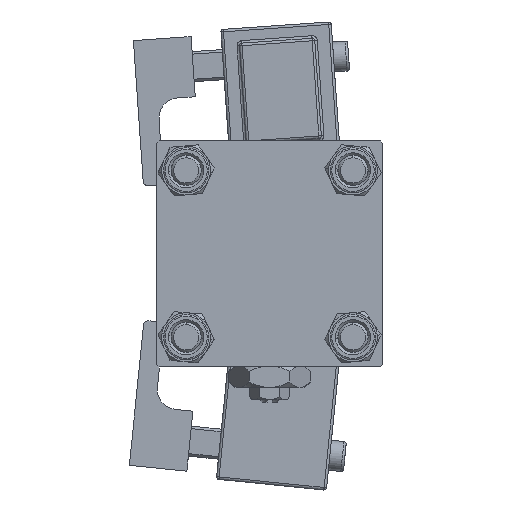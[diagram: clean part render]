
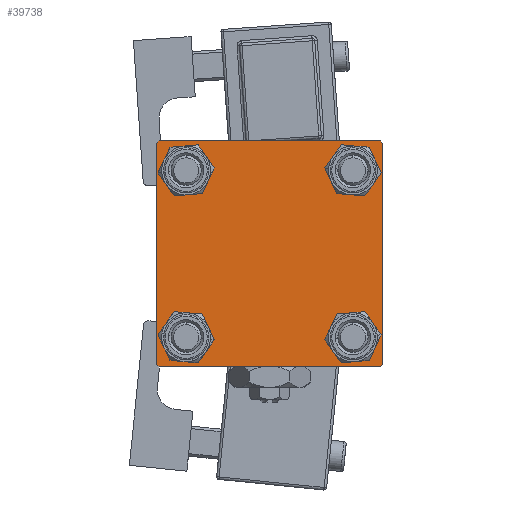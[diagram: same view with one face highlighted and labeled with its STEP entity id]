
A CAD part, left-side view. The second image highlights one B-rep face of the part: STEP entity #39738.
In plain terms, the highlighted planar face has unit normal (-1, 0, 0).
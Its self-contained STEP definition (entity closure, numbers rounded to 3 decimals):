
#128 = DIRECTION ( 'NONE',  ( 1., 0., 0. ) ) ;
#230 = AXIS2_PLACEMENT_3D ( 'NONE', #10547, #45758, #54664 ) ;
#296 = EDGE_LOOP ( 'NONE', ( #13753, #21447 ) ) ;
#345 = DIRECTION ( 'NONE',  ( 0., -1., 0. ) ) ;
#403 = VECTOR ( 'NONE', #42028, 1000. ) ;
#629 = LINE ( 'NONE', #40335, #35450 ) ;
#661 = AXIS2_PLACEMENT_3D ( 'NONE', #30702, #1780, #16099 ) ;
#814 = CARTESIAN_POINT ( 'NONE',  ( 0., 16.6, -13.1 ) ) ;
#1045 = DIRECTION ( 'NONE',  ( 0., 0., 1. ) ) ;
#1220 = CIRCLE ( 'NONE', #230, 3.5 ) ;
#1486 = CARTESIAN_POINT ( 'NONE',  ( 0., -16.6, 20.1 ) ) ;
#1662 = EDGE_LOOP ( 'NONE', ( #14752, #11234 ) ) ;
#1698 = PLANE ( 'NONE',  #31506 ) ;
#1780 = DIRECTION ( 'NONE',  ( 1., 0., 0. ) ) ;
#3682 = AXIS2_PLACEMENT_3D ( 'NONE', #34115, #54091, #1045 ) ;
#3885 = CARTESIAN_POINT ( 'NONE',  ( 0., -22., 22.5 ) ) ;
#4882 = ORIENTED_EDGE ( 'NONE', *, *, #18912, .T. ) ;
#5017 = VERTEX_POINT ( 'NONE', #43790 ) ;
#5178 = CIRCLE ( 'NONE', #50828, 3.5 ) ;
#5447 = DIRECTION ( 'NONE',  ( 0., -1., 0. ) ) ;
#5549 = EDGE_CURVE ( 'NONE', #45059, #52735, #46201, .T. ) ;
#5618 = LINE ( 'NONE', #49115, #25526 ) ;
#6161 = FACE_OUTER_BOUND ( 'NONE', #44061, .T. ) ;
#6594 = LINE ( 'NONE', #16753, #37688 ) ;
#6641 = CIRCLE ( 'NONE', #42188, 3.5 ) ;
#6772 = ORIENTED_EDGE ( 'NONE', *, *, #50075, .F. ) ;
#7170 = CARTESIAN_POINT ( 'NONE',  ( 0., 16.6, 13.1 ) ) ;
#8586 = AXIS2_PLACEMENT_3D ( 'NONE', #52770, #61659, #47694 ) ;
#8826 = DIRECTION ( 'NONE',  ( 1., 0., 0. ) ) ;
#9978 = CIRCLE ( 'NONE', #58590, 3.5 ) ;
#10547 = CARTESIAN_POINT ( 'NONE',  ( 0., 16.6, 16.6 ) ) ;
#10848 = CARTESIAN_POINT ( 'NONE',  ( 0., 22.5, -22.5 ) ) ;
#11230 = VERTEX_POINT ( 'NONE', #46097 ) ;
#11234 = ORIENTED_EDGE ( 'NONE', *, *, #58298, .T. ) ;
#11601 = CIRCLE ( 'NONE', #8586, 3.5 ) ;
#11810 = VERTEX_POINT ( 'NONE', #814 ) ;
#12012 = LINE ( 'NONE', #39998, #55030 ) ;
#12365 = VERTEX_POINT ( 'NONE', #22932 ) ;
#13086 = CARTESIAN_POINT ( 'NONE',  ( 0., -16.6, -20.1 ) ) ;
#13564 = VERTEX_POINT ( 'NONE', #59701 ) ;
#13753 = ORIENTED_EDGE ( 'NONE', *, *, #53551, .T. ) ;
#14005 = VECTOR ( 'NONE', #5447, 1000. ) ;
#14294 = DIRECTION ( 'NONE',  ( 0., 0., -1. ) ) ;
#14752 = ORIENTED_EDGE ( 'NONE', *, *, #23364, .T. ) ;
#14842 = DIRECTION ( 'NONE',  ( 0., 0.707, 0.707 ) ) ;
#15092 = CARTESIAN_POINT ( 'NONE',  ( 0., -16.6, -13.1 ) ) ;
#15544 = ORIENTED_EDGE ( 'NONE', *, *, #49841, .T. ) ;
#15629 = EDGE_CURVE ( 'NONE', #21614, #34614, #29902, .T. ) ;
#16099 = DIRECTION ( 'NONE',  ( 0., 0., 1. ) ) ;
#16318 = DIRECTION ( 'NONE',  ( 0., 0., 1. ) ) ;
#16595 = CARTESIAN_POINT ( 'NONE',  ( 0., 22.5, 22.5 ) ) ;
#16721 = CIRCLE ( 'NONE', #3682, 3.5 ) ;
#16753 = CARTESIAN_POINT ( 'NONE',  ( 0., 22.25, 22.25 ) ) ;
#17117 = ORIENTED_EDGE ( 'NONE', *, *, #15629, .T. ) ;
#18327 = CARTESIAN_POINT ( 'NONE',  ( 0., -22.5, -22. ) ) ;
#18750 = ORIENTED_EDGE ( 'NONE', *, *, #32969, .T. ) ;
#18912 = EDGE_CURVE ( 'NONE', #34614, #20101, #629, .T. ) ;
#18966 = CARTESIAN_POINT ( 'NONE',  ( 0., 16.6, -16.6 ) ) ;
#20101 = VERTEX_POINT ( 'NONE', #18327 ) ;
#21447 = ORIENTED_EDGE ( 'NONE', *, *, #62322, .T. ) ;
#21614 = VERTEX_POINT ( 'NONE', #41362 ) ;
#22932 = CARTESIAN_POINT ( 'NONE',  ( 0., 22.5, 22. ) ) ;
#23291 = EDGE_CURVE ( 'NONE', #5017, #12365, #6594, .T. ) ;
#23364 = EDGE_CURVE ( 'NONE', #11810, #48719, #5178, .T. ) ;
#23524 = CARTESIAN_POINT ( 'NONE',  ( 0., -16.6, 13.1 ) ) ;
#23622 = EDGE_LOOP ( 'NONE', ( #37564, #55818 ) ) ;
#24428 = LINE ( 'NONE', #53966, #30097 ) ;
#25526 = VECTOR ( 'NONE', #14842, 1000. ) ;
#25960 = DIRECTION ( 'NONE',  ( 0., 0.707, -0.707 ) ) ;
#28276 = CARTESIAN_POINT ( 'NONE',  ( 0., 22.5, -22. ) ) ;
#29265 = LINE ( 'NONE', #48619, #57307 ) ;
#29475 = EDGE_CURVE ( 'NONE', #11230, #36420, #5618, .T. ) ;
#29902 = LINE ( 'NONE', #10848, #14005 ) ;
#30097 = VECTOR ( 'NONE', #14294, 1000. ) ;
#30702 = CARTESIAN_POINT ( 'NONE',  ( 0., 16.6, -16.6 ) ) ;
#31506 = AXIS2_PLACEMENT_3D ( 'NONE', #59189, #59798, #16318 ) ;
#32848 = CARTESIAN_POINT ( 'NONE',  ( 0., 16.6, -20.1 ) ) ;
#32969 = EDGE_CURVE ( 'NONE', #53859, #21614, #12012, .T. ) ;
#33221 = VERTEX_POINT ( 'NONE', #7170 ) ;
#33503 = DIRECTION ( 'NONE',  ( 0., 0., 1. ) ) ;
#34115 = CARTESIAN_POINT ( 'NONE',  ( 0., -16.6, 16.6 ) ) ;
#34614 = VERTEX_POINT ( 'NONE', #56169 ) ;
#35450 = VECTOR ( 'NONE', #59659, 1000. ) ;
#35708 = FACE_BOUND ( 'NONE', #48733, .T. ) ;
#36119 = CARTESIAN_POINT ( 'NONE',  ( 0., 16.6, 16.6 ) ) ;
#36368 = EDGE_CURVE ( 'NONE', #12365, #53859, #40752, .T. ) ;
#36420 = VERTEX_POINT ( 'NONE', #3885 ) ;
#37107 = DIRECTION ( 'NONE',  ( 1., 0., 0. ) ) ;
#37564 = ORIENTED_EDGE ( 'NONE', *, *, #43240, .T. ) ;
#37688 = VECTOR ( 'NONE', #25960, 1000. ) ;
#39738 = ADVANCED_FACE ( 'NONE', ( #44916, #35708, #40478, #45222, #6161 ), #1698, .T. ) ;
#39998 = CARTESIAN_POINT ( 'NONE',  ( 0., 22.25, -22.25 ) ) ;
#40335 = CARTESIAN_POINT ( 'NONE',  ( 0., -22.25, -22.25 ) ) ;
#40478 = FACE_BOUND ( 'NONE', #1662, .T. ) ;
#40617 = DIRECTION ( 'NONE',  ( 0., -0.707, -0.707 ) ) ;
#40752 = LINE ( 'NONE', #16595, #403 ) ;
#41174 = VERTEX_POINT ( 'NONE', #23524 ) ;
#41362 = CARTESIAN_POINT ( 'NONE',  ( 0., 22., -22.5 ) ) ;
#42028 = DIRECTION ( 'NONE',  ( 0., 0., -1. ) ) ;
#42188 = AXIS2_PLACEMENT_3D ( 'NONE', #36119, #45010, #51023 ) ;
#43240 = EDGE_CURVE ( 'NONE', #13564, #33221, #1220, .T. ) ;
#43790 = CARTESIAN_POINT ( 'NONE',  ( 0., 22., 22.5 ) ) ;
#44061 = EDGE_LOOP ( 'NONE', ( #56759, #18750, #17117, #4882, #53197, #49531, #6772, #53285 ) ) ;
#44916 = FACE_BOUND ( 'NONE', #296, .T. ) ;
#45010 = DIRECTION ( 'NONE',  ( 1., 0., 0. ) ) ;
#45059 = VERTEX_POINT ( 'NONE', #15092 ) ;
#45222 = FACE_BOUND ( 'NONE', #23622, .T. ) ;
#45758 = DIRECTION ( 'NONE',  ( 1., 0., 0. ) ) ;
#46097 = CARTESIAN_POINT ( 'NONE',  ( 0., -22.5, 22. ) ) ;
#46201 = CIRCLE ( 'NONE', #54318, 3.5 ) ;
#47694 = DIRECTION ( 'NONE',  ( 0., 0., 1. ) ) ;
#48619 = CARTESIAN_POINT ( 'NONE',  ( 0., 22.5, 22.5 ) ) ;
#48719 = VERTEX_POINT ( 'NONE', #32848 ) ;
#48733 = EDGE_LOOP ( 'NONE', ( #57189, #15544 ) ) ;
#49115 = CARTESIAN_POINT ( 'NONE',  ( 0., -22.25, 22.25 ) ) ;
#49531 = ORIENTED_EDGE ( 'NONE', *, *, #29475, .T. ) ;
#49841 = EDGE_CURVE ( 'NONE', #52735, #45059, #11601, .T. ) ;
#50075 = EDGE_CURVE ( 'NONE', #5017, #36420, #29265, .T. ) ;
#50828 = AXIS2_PLACEMENT_3D ( 'NONE', #18966, #37107, #56756 ) ;
#51023 = DIRECTION ( 'NONE',  ( 0., 0., 1. ) ) ;
#51707 = DIRECTION ( 'NONE',  ( 0., 0., 1. ) ) ;
#52019 = CARTESIAN_POINT ( 'NONE',  ( 0., -16.6, 16.6 ) ) ;
#52735 = VERTEX_POINT ( 'NONE', #13086 ) ;
#52770 = CARTESIAN_POINT ( 'NONE',  ( 0., -16.6, -16.6 ) ) ;
#53197 = ORIENTED_EDGE ( 'NONE', *, *, #57910, .F. ) ;
#53285 = ORIENTED_EDGE ( 'NONE', *, *, #23291, .T. ) ;
#53551 = EDGE_CURVE ( 'NONE', #55919, #41174, #16721, .T. ) ;
#53859 = VERTEX_POINT ( 'NONE', #28276 ) ;
#53966 = CARTESIAN_POINT ( 'NONE',  ( 0., -22.5, 22.5 ) ) ;
#54091 = DIRECTION ( 'NONE',  ( 1., 0., 0. ) ) ;
#54318 = AXIS2_PLACEMENT_3D ( 'NONE', #61743, #128, #33503 ) ;
#54664 = DIRECTION ( 'NONE',  ( 0., 0., 1. ) ) ;
#55030 = VECTOR ( 'NONE', #40617, 1000. ) ;
#55417 = CIRCLE ( 'NONE', #661, 3.5 ) ;
#55818 = ORIENTED_EDGE ( 'NONE', *, *, #55877, .T. ) ;
#55877 = EDGE_CURVE ( 'NONE', #33221, #13564, #6641, .T. ) ;
#55919 = VERTEX_POINT ( 'NONE', #1486 ) ;
#56169 = CARTESIAN_POINT ( 'NONE',  ( 0., -22., -22.5 ) ) ;
#56756 = DIRECTION ( 'NONE',  ( 0., 0., 1. ) ) ;
#56759 = ORIENTED_EDGE ( 'NONE', *, *, #36368, .T. ) ;
#57189 = ORIENTED_EDGE ( 'NONE', *, *, #5549, .T. ) ;
#57307 = VECTOR ( 'NONE', #345, 1000. ) ;
#57910 = EDGE_CURVE ( 'NONE', #11230, #20101, #24428, .T. ) ;
#58298 = EDGE_CURVE ( 'NONE', #48719, #11810, #55417, .T. ) ;
#58590 = AXIS2_PLACEMENT_3D ( 'NONE', #52019, #8826, #51707 ) ;
#59189 = CARTESIAN_POINT ( 'NONE',  ( 0., 0., 0. ) ) ;
#59659 = DIRECTION ( 'NONE',  ( 0., -0.707, 0.707 ) ) ;
#59701 = CARTESIAN_POINT ( 'NONE',  ( 0., 16.6, 20.1 ) ) ;
#59798 = DIRECTION ( 'NONE',  ( -1., 0., 0. ) ) ;
#61659 = DIRECTION ( 'NONE',  ( 1., 0., 0. ) ) ;
#61743 = CARTESIAN_POINT ( 'NONE',  ( 0., -16.6, -16.6 ) ) ;
#62322 = EDGE_CURVE ( 'NONE', #41174, #55919, #9978, .T. ) ;
